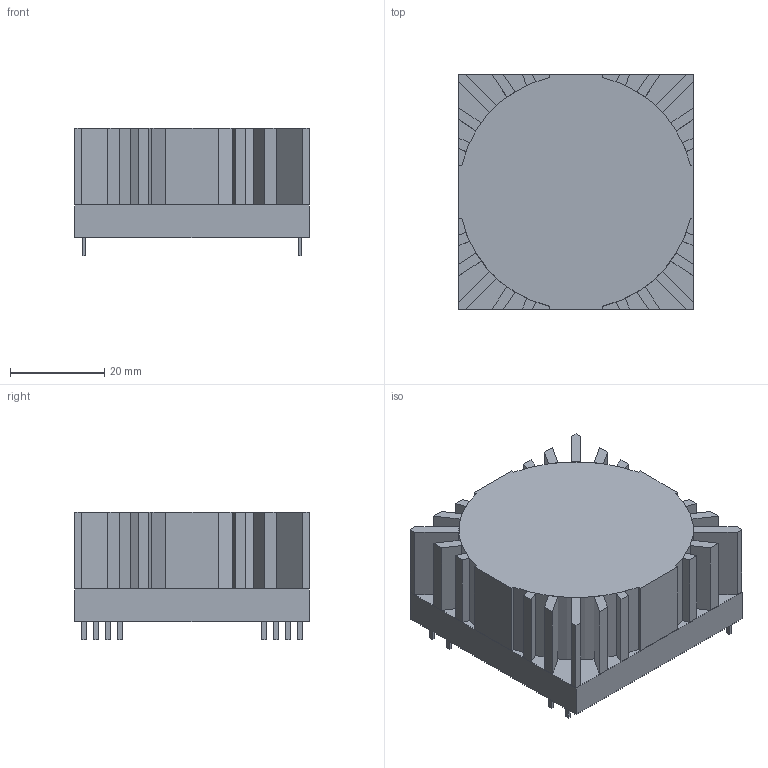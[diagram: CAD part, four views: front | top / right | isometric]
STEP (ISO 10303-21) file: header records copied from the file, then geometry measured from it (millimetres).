
FILE_DESCRIPTION((''),'2;1');
FILE_NAME('XFMR_TALEMA_7003xK.stp','2011-12-20T11:48:53',(''),(''),'Mechanical Desktop 2011','Mechanical Desktop 2011',', , ');
FILE_SCHEMA(('AUTOMOTIVE_DESIGN { 1 2 10303 214 1 1 1 1 }'));
Length unit declared in the file: millimetre
Products named in the file (1): Product
Bounding box: 49.7 x 49.7 x 26.9 mm (x, y, z)
Volume: 50534.2 mm3; surface area: 22899.6 mm2
Topology: 32 solids, 32 shells, 220 faces, 462 edges, 308 vertices
Faces by surface type: plane 114, bspline 83, cylinder 23
Entity records: 5978 total; most frequent: CARTESIAN_POINT 1380, ORIENTED_EDGE 924, DIRECTION 804, EDGE_CURVE 462, VECTOR 396, LINE 396, VERTEX_POINT 308, EDGE_LOOP 226
